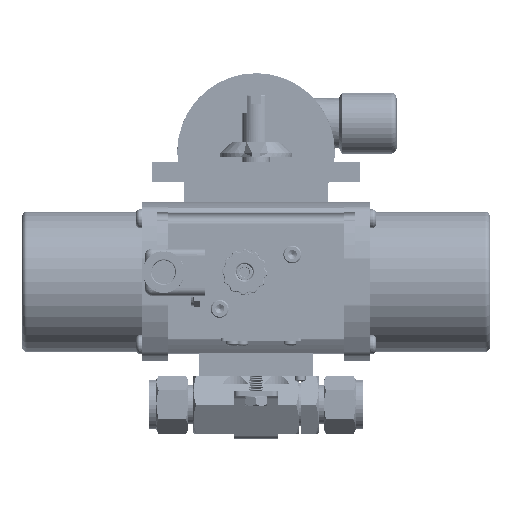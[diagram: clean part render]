
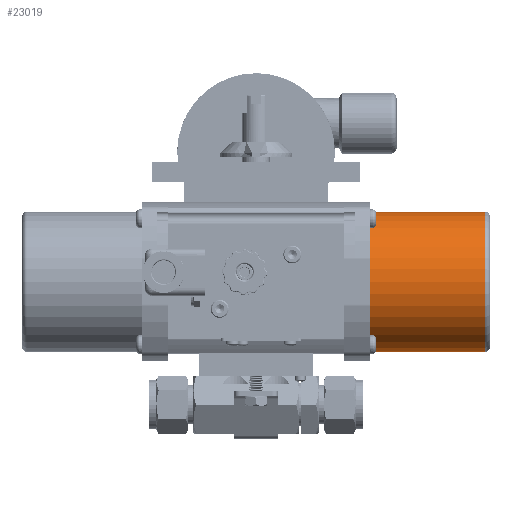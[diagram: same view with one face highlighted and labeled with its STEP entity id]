
A CAD part, top view. The second image highlights one B-rep face of the part: STEP entity #23019.
In plain terms, the highlighted cylindrical face has radius 30.963 mm (diameter 61.925 mm), a partial arc.
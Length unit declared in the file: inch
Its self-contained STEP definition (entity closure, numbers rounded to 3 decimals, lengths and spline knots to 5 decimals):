
#2174 = ORIENTED_EDGE ( 'NONE', *, *, #176928, .T. ) ;
#3354 = DIRECTION ( 'NONE',  ( 0., 1., 0. ) ) ;
#10760 = CARTESIAN_POINT ( 'NONE',  ( 1.8575, 0.917, 0. ) ) ;
#11533 = CARTESIAN_POINT ( 'NONE',  ( 1.7145, 0.917, 0. ) ) ;
#15665 = CYLINDRICAL_SURFACE ( 'NONE', #136046, 1.219 ) ;
#18694 = DIRECTION ( 'NONE',  ( -1., 0., 0. ) ) ;
#19578 = ORIENTED_EDGE ( 'NONE', *, *, #198506, .F. ) ;
#23019 = ADVANCED_FACE ( 'NONE', ( #211215 ), #15665, .T. ) ;
#26144 = VERTEX_POINT ( 'NONE', #61007 ) ;
#27021 = AXIS2_PLACEMENT_3D ( 'NONE', #122674, #18694, #140109 ) ;
#53667 = DIRECTION ( 'NONE',  ( 1., 0., 0. ) ) ;
#57049 = LINE ( 'NONE', #198654, #190115 ) ;
#61007 = CARTESIAN_POINT ( 'NONE',  ( 1.8575, 3.355, 0. ) ) ;
#69086 = CIRCLE ( 'NONE', #27021, 1.219 ) ;
#72296 = ORIENTED_EDGE ( 'NONE', *, *, #169660, .T. ) ;
#79753 = VECTOR ( 'NONE', #132955, 39.37008 ) ;
#84285 = CIRCLE ( 'NONE', #176984, 1.219 ) ;
#90544 = CARTESIAN_POINT ( 'NONE',  ( 1.7145, 2.136, 0. ) ) ;
#101379 = CARTESIAN_POINT ( 'NONE',  ( 3.9725, 3.355, 0. ) ) ;
#105213 = EDGE_LOOP ( 'NONE', ( #19578, #2174, #130587, #72296 ) ) ;
#107978 = DIRECTION ( 'NONE',  ( -1., 0., 0. ) ) ;
#122143 = VERTEX_POINT ( 'NONE', #10760 ) ;
#122674 = CARTESIAN_POINT ( 'NONE',  ( 3.9725, 2.136, 0. ) ) ;
#130587 = ORIENTED_EDGE ( 'NONE', *, *, #171294, .T. ) ;
#132955 = DIRECTION ( 'NONE',  ( -1., 0., 0. ) ) ;
#136046 = AXIS2_PLACEMENT_3D ( 'NONE', #90544, #107978, #3354 ) ;
#140109 = DIRECTION ( 'NONE',  ( 0., -1., 0. ) ) ;
#154172 = VERTEX_POINT ( 'NONE', #101379 ) ;
#154246 = CARTESIAN_POINT ( 'NONE',  ( 3.9725, 0.917, 0. ) ) ;
#157716 = CARTESIAN_POINT ( 'NONE',  ( 1.8575, 2.136, 0. ) ) ;
#169660 = EDGE_CURVE ( 'NONE', #26144, #122143, #84285, .T. ) ;
#171294 = EDGE_CURVE ( 'NONE', #154172, #26144, #57049, .T. ) ;
#175205 = DIRECTION ( 'NONE',  ( 0., -1., 0. ) ) ;
#176928 = EDGE_CURVE ( 'NONE', #210954, #154172, #69086, .T. ) ;
#176984 = AXIS2_PLACEMENT_3D ( 'NONE', #157716, #53667, #175205 ) ;
#190115 = VECTOR ( 'NONE', #216111, 39.37008 ) ;
#198506 = EDGE_CURVE ( 'NONE', #210954, #122143, #218346, .T. ) ;
#198654 = CARTESIAN_POINT ( 'NONE',  ( 1.7145, 3.355, 0. ) ) ;
#210954 = VERTEX_POINT ( 'NONE', #154246 ) ;
#211215 = FACE_OUTER_BOUND ( 'NONE', #105213, .T. ) ;
#216111 = DIRECTION ( 'NONE',  ( -1., 0., 0. ) ) ;
#218346 = LINE ( 'NONE', #11533, #79753 ) ;
